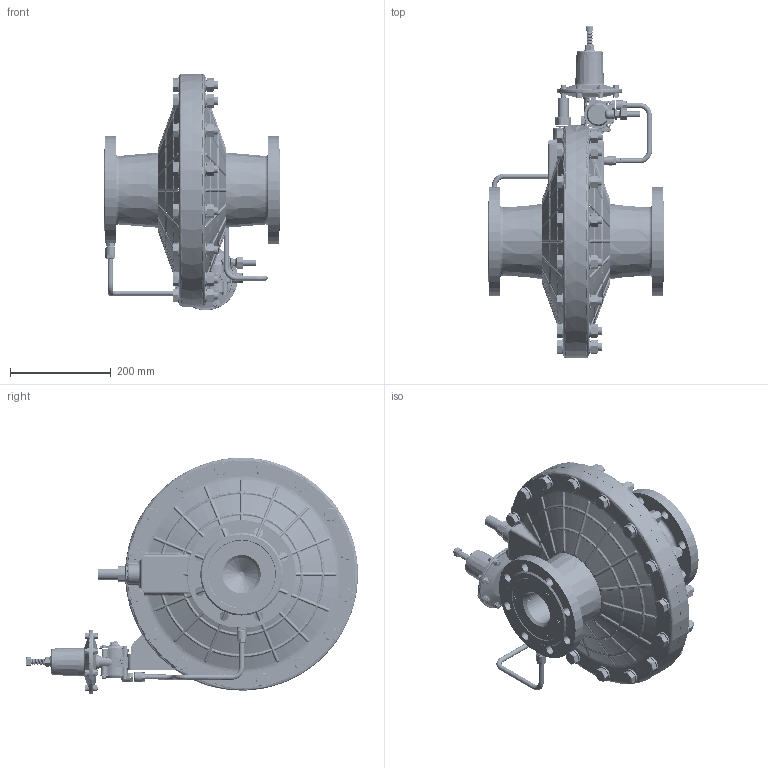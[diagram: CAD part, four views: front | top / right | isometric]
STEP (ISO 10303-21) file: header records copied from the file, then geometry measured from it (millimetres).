
FILE_DESCRIPTION (( 'STEP AP203' ), '1' );
FILE_NAME ('VENIO-C-100 (ëèòü¸).STEP', '2020-12-24T09:33:26', ( '' ), ( '' ), 'SwSTEP 2.0', 'SolidWorks 2018', '' );
FILE_SCHEMA (( 'CONFIG_CONTROL_DESIGN' ));
Length unit declared in the file: millimetre
Products named in the file (1): VENIO-C-100 (ëèòü¸)
Bounding box: 351 x 658.56 x 469.17 mm (x, y, z)
Surface area: 1356650.9 mm2 (no closed solid volume)
Topology: 0 solids, 224 shells, 3439 faces, 10806 edges, 7154 vertices
Faces by surface type: bspline 853, plane 773, cylinder 659, cone 623, torus 528, sphere 3
Entity records: 164243 total; most frequent: CARTESIAN_POINT 78056, ORIENTED_EDGE 17241, DIRECTION 16918, EDGE_CURVE 10801, AXIS2_PLACEMENT_3D 7463, VERTEX_POINT 7154, CIRCLE 4876, EDGE_LOOP 3839
